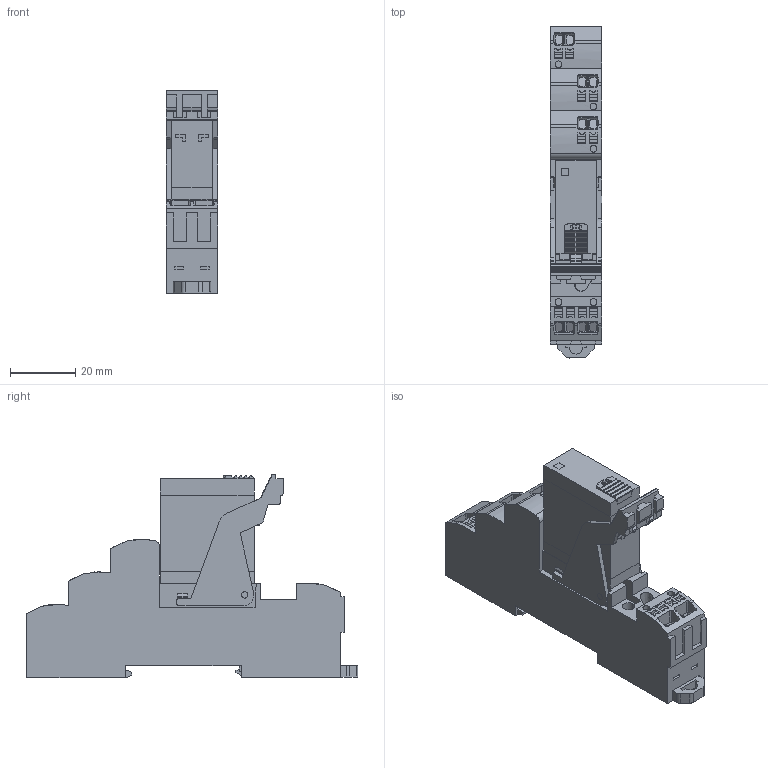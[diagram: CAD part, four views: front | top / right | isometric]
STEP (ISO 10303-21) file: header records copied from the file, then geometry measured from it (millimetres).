
FILE_DESCRIPTION(('CATIA V5 STEP Exchange','CAx-IF Rec.Pracs.--- Model Styling and Organization---1.4--- 2014-01-23'),'2;1');
FILE_NAME ('D1342736_2', '2021-04-14T12:44:35+00:00', ('none'), ('Weidmueller'), 'CATIA Version 5-6 Release 2016 SP3 HF44', 'CATIA V5 STEP AP214', 'none');
FILE_SCHEMA(('AUTOMOTIVE_DESIGN { 1 0 10303 214 1 1 1 1 }'));
Length unit declared in the file: millimetre
Products named in the file (1): S3D_DRIKITP_XXXVAC_1CO_LD_PB
Bounding box: 15.85 x 102.05 x 62.71 mm (x, y, z)
Volume: 55292.8 mm3; surface area: 23655.9 mm2
Topology: 23 solids, 23 shells, 1025 faces, 3050 edges, 2106 vertices
Faces by surface type: plane 796, cylinder 207, extrusion 22
Entity records: 36478 total; most frequent: CARTESIAN_POINT 8817, ORIENTED_EDGE 6100, DIRECTION 4498, EDGE_CURVE 3050, VECTOR 2346, LINE 2324, VERTEX_POINT 2106, AXIS2_PLACEMENT_3D 1273
